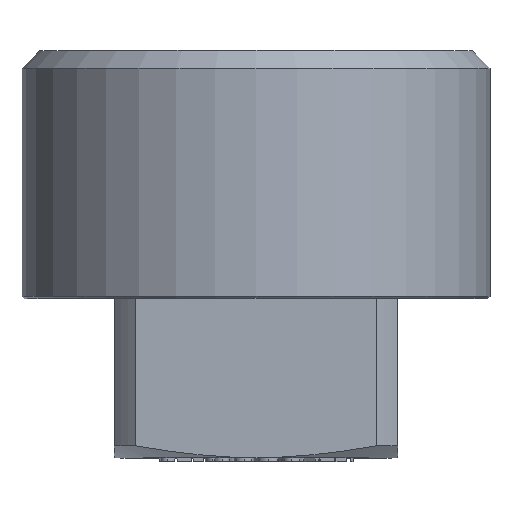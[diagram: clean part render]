
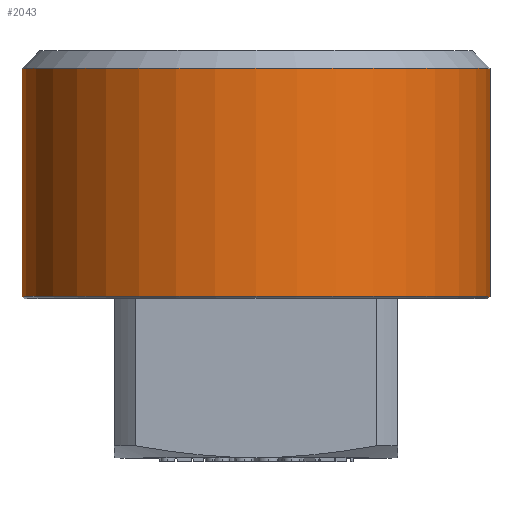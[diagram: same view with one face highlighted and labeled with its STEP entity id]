
A CAD part, top view. The second image highlights one B-rep face of the part: STEP entity #2043.
In plain terms, the highlighted cylindrical face has radius 13.22 mm (diameter 26.441 mm), a full revolution.
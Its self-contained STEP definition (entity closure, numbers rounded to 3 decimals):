
#173 = EDGE_LOOP ( 'NONE', ( #5007 ) ) ;
#204 = EDGE_LOOP ( 'NONE', ( #5009 ) ) ;
#769 = VERTEX_POINT ( 'NONE', #3723 ) ;
#779 = CIRCLE ( 'NONE', #6434, 13.22 ) ;
#817 = VERTEX_POINT ( 'NONE', #3718 ) ;
#1453 = DIRECTION ( 'NONE',  ( 1., 0., 0. ) ) ;
#1454 = DIRECTION ( 'NONE',  ( 0., 1., 0. ) ) ;
#1455 = CARTESIAN_POINT ( 'NONE',  ( 0., 9., 0. ) ) ;
#2043 = ADVANCED_FACE ( 'NONE', ( #6239, #6188 ), #6151, .T. ) ;
#2338 = CARTESIAN_POINT ( 'NONE',  ( 0., 9.114, 0. ) ) ;
#2340 = DIRECTION ( 'NONE',  ( 0., 1., 0. ) ) ;
#2341 = DIRECTION ( 'NONE',  ( 1., 0., 0. ) ) ;
#3718 = CARTESIAN_POINT ( 'NONE',  ( 13.22, 9.114, 0. ) ) ;
#3723 = CARTESIAN_POINT ( 'NONE',  ( 13.22, 22., 0. ) ) ;
#3735 = DIRECTION ( 'NONE',  ( 0., -1., 0. ) ) ;
#3768 = DIRECTION ( 'NONE',  ( 1., 0., 0. ) ) ;
#3770 = CARTESIAN_POINT ( 'NONE',  ( 0., 22., 0. ) ) ;
#5007 = ORIENTED_EDGE ( 'NONE', *, *, #7189, .T. ) ;
#5009 = ORIENTED_EDGE ( 'NONE', *, *, #6690, .T. ) ;
#5682 = AXIS2_PLACEMENT_3D ( 'NONE', #1455, #1454, #1453 ) ;
#6151 = CYLINDRICAL_SURFACE ( 'NONE', #5682, 13.22 ) ;
#6188 = FACE_OUTER_BOUND ( 'NONE', #204, .T. ) ;
#6239 = FACE_OUTER_BOUND ( 'NONE', #173, .T. ) ;
#6434 = AXIS2_PLACEMENT_3D ( 'NONE', #3770, #3735, #3768 ) ;
#6447 = AXIS2_PLACEMENT_3D ( 'NONE', #2338, #2340, #2341 ) ;
#6690 = EDGE_CURVE ( 'NONE', #769, #769, #779, .T. ) ;
#7189 = EDGE_CURVE ( 'NONE', #817, #817, #10228, .T. ) ;
#10228 = CIRCLE ( 'NONE', #6447, 13.22 ) ;
